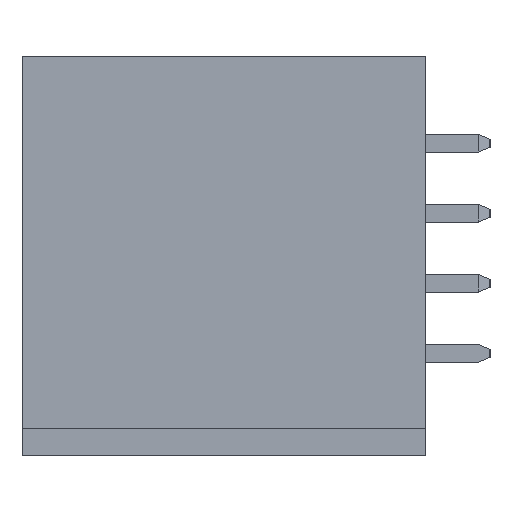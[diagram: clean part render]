
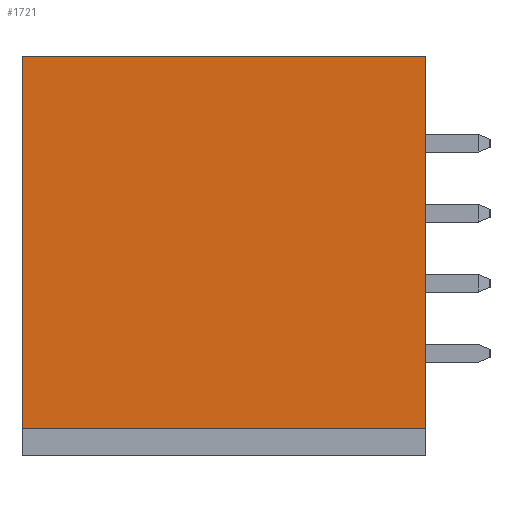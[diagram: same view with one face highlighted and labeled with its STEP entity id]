
A CAD part, left-side view. The second image highlights one B-rep face of the part: STEP entity #1721.
In plain terms, the highlighted planar face has unit normal (-1, 0, 0).
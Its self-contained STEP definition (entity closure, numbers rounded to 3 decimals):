
#1721 = ADVANCED_FACE( '', ( #3503 ), #3504, .F. );
#3503 = FACE_OUTER_BOUND( '', #5355, .T. );
#3504 = PLANE( '', #5356 );
#5355 = EDGE_LOOP( '', ( #10591, #10592, #10593, #10594 ) );
#5356 = AXIS2_PLACEMENT_3D( '', #10595, #10596, #10597 );
#10591 = ORIENTED_EDGE( '', *, *, #12285, .T. );
#10592 = ORIENTED_EDGE( '', *, *, #13105, .F. );
#10593 = ORIENTED_EDGE( '', *, *, #11712, .F. );
#10594 = ORIENTED_EDGE( '', *, *, #13679, .T. );
#10595 = CARTESIAN_POINT( '', ( -20.955, 14.62, -6.25 ) );
#10596 = DIRECTION( '', ( 1., 0., 0. ) );
#10597 = DIRECTION( '', ( 0., 0., -1. ) );
#11712 = EDGE_CURVE( '', #14195, #14197, #14198, .T. );
#12285 = EDGE_CURVE( '', #15208, #15206, #15209, .T. );
#13105 = EDGE_CURVE( '', #14197, #15206, #16421, .T. );
#13679 = EDGE_CURVE( '', #14195, #15208, #17089, .T. );
#14195 = VERTEX_POINT( '', #17759 );
#14197 = VERTEX_POINT( '', #17762 );
#14198 = LINE( '', #17763, #17764 );
#15206 = VERTEX_POINT( '', #19249 );
#15208 = VERTEX_POINT( '', #19252 );
#15209 = LINE( '', #19253, #19254 );
#16421 = LINE( '', #21053, #21054 );
#17089 = LINE( '', #22034, #22035 );
#17759 = CARTESIAN_POINT( '', ( -20.955, 14.62, -6.25 ) );
#17762 = CARTESIAN_POINT( '', ( -20.955, 14.62, 7.25 ) );
#17763 = CARTESIAN_POINT( '', ( -20.955, 14.62, -6.25 ) );
#17764 = VECTOR( '', #22442, 1000. );
#19249 = CARTESIAN_POINT( '', ( -20.955, 0., 7.25 ) );
#19252 = CARTESIAN_POINT( '', ( -20.955, 0., -6.25 ) );
#19253 = CARTESIAN_POINT( '', ( -20.955, 0., -6.25 ) );
#19254 = VECTOR( '', #22993, 1000. );
#21053 = CARTESIAN_POINT( '', ( -20.955, 14.62, 7.25 ) );
#21054 = VECTOR( '', #23749, 1000. );
#22034 = CARTESIAN_POINT( '', ( -20.955, 14.62, -6.25 ) );
#22035 = VECTOR( '', #24152, 1000. );
#22442 = DIRECTION( '', ( 0., 0., 1. ) );
#22993 = DIRECTION( '', ( 0., 0., 1. ) );
#23749 = DIRECTION( '', ( 0., -1., 0. ) );
#24152 = DIRECTION( '', ( 0., -1., 0. ) );
